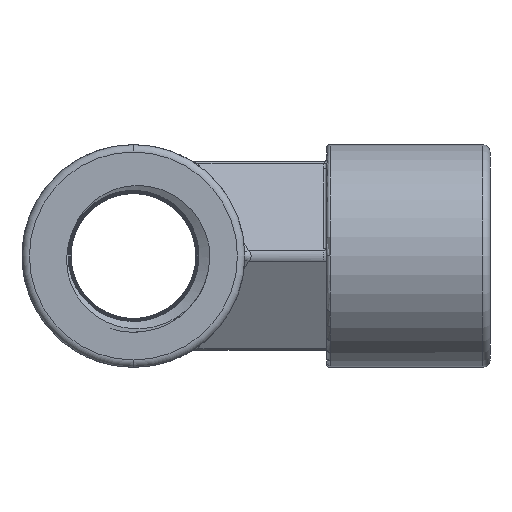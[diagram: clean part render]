
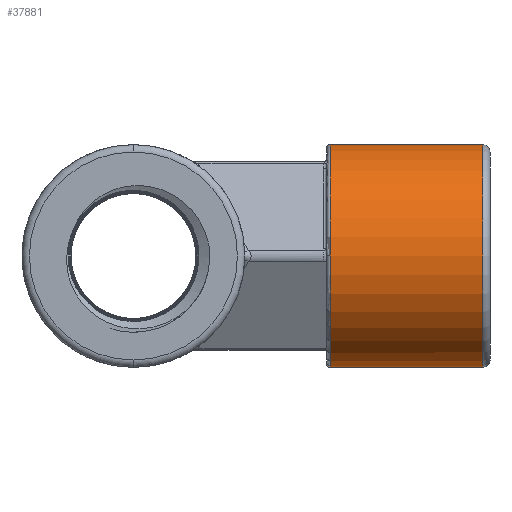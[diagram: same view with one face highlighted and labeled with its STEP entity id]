
A CAD part, left-side view. The second image highlights one B-rep face of the part: STEP entity #37881.
In plain terms, the highlighted cylindrical face has radius 7.5 mm (diameter 15 mm), a partial arc.
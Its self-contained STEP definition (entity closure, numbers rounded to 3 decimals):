
#21413=DIRECTION('',(0.,-1.,0.));
#21414=VECTOR('',#21413,10.25);
#21415=CARTESIAN_POINT('',(0.,-13.25,-7.5));
#21416=LINE('',#21415,#21414);
#21428=CARTESIAN_POINT('',(0.,-13.25,0.));
#21429=DIRECTION('',(0.,1.,0.));
#21430=DIRECTION('',(-0.5,0.,-0.866));
#21431=AXIS2_PLACEMENT_3D('',#21428,#21429,#21430);
#21436=CARTESIAN_POINT('',(0.,-13.25,0.));
#21437=DIRECTION('',(0.,1.,0.));
#21438=DIRECTION('',(-1.,0.,0.));
#21439=AXIS2_PLACEMENT_3D('',#21436,#21437,#21438);
#21444=DIRECTION('',(0.,-1.,0.));
#21445=VECTOR('',#21444,10.25);
#21446=CARTESIAN_POINT('',(0.,-13.25,7.5));
#21447=LINE('',#21446,#21445);
#21451=CARTESIAN_POINT('',(0.,-23.5,0.));
#21452=DIRECTION('',(0.,-1.,0.));
#21453=DIRECTION('',(0.,0.,1.));
#21454=AXIS2_PLACEMENT_3D('',#21451,#21452,#21453);
#21459=CARTESIAN_POINT('',(0.,-13.25,0.));
#21460=DIRECTION('',(0.,1.,0.));
#21461=DIRECTION('',(0.,0.,-1.));
#21462=AXIS2_PLACEMENT_3D('',#21459,#21460,#21461);
#21747=CARTESIAN_POINT('',(0.,-23.5,7.5));
#21748=CARTESIAN_POINT('',(0.,-23.5,-7.5));
#21749=VERTEX_POINT('',#21747);
#21750=VERTEX_POINT('',#21748);
#21779=CARTESIAN_POINT('',(-3.75,-13.25,-6.495));
#21780=CARTESIAN_POINT('',(-7.5,-13.25,0.));
#21781=VERTEX_POINT('',#21779);
#21782=VERTEX_POINT('',#21780);
#21783=CARTESIAN_POINT('',(0.,-13.25,7.5));
#21784=VERTEX_POINT('',#21783);
#21785=CARTESIAN_POINT('',(0.,-13.25,-7.5));
#21786=VERTEX_POINT('',#21785);
#37868=CARTESIAN_POINT('',(0.,-13.,0.));
#37869=DIRECTION('',(0.,-1.,0.));
#37870=DIRECTION('',(0.,0.,-1.));
#37871=AXIS2_PLACEMENT_3D('',#37868,#37869,#37870);
#37872=CYLINDRICAL_SURFACE('',#37871,7.5);
#37873=ORIENTED_EDGE('',*,*,#22150,.T.);
#37874=ORIENTED_EDGE('',*,*,#22136,.T.);
#37875=ORIENTED_EDGE('',*,*,#37863,.T.);
#37876=ORIENTED_EDGE('',*,*,#37834,.T.);
#37877=ORIENTED_EDGE('',*,*,#37860,.F.);
#37878=ORIENTED_EDGE('',*,*,#22132,.T.);
#37879=EDGE_LOOP('',(#37873,#37874,#37875,#37876,#37877,#37878));
#37880=FACE_OUTER_BOUND('',#37879,.F.);
#21432=CIRCLE('',#21431,7.5);
#21440=CIRCLE('',#21439,7.5);
#21455=CIRCLE('',#21454,7.5);
#21463=CIRCLE('',#21462,7.5);
#22132=EDGE_CURVE('',#21786,#21781,#21463,.T.);
#22136=EDGE_CURVE('',#21782,#21784,#21440,.T.);
#22150=EDGE_CURVE('',#21781,#21782,#21432,.T.);
#37834=EDGE_CURVE('',#21749,#21750,#21455,.T.);
#37860=EDGE_CURVE('',#21786,#21750,#21416,.T.);
#37863=EDGE_CURVE('',#21784,#21749,#21447,.T.);
#37881=ADVANCED_FACE('',(#37880),#37872,.T.);
